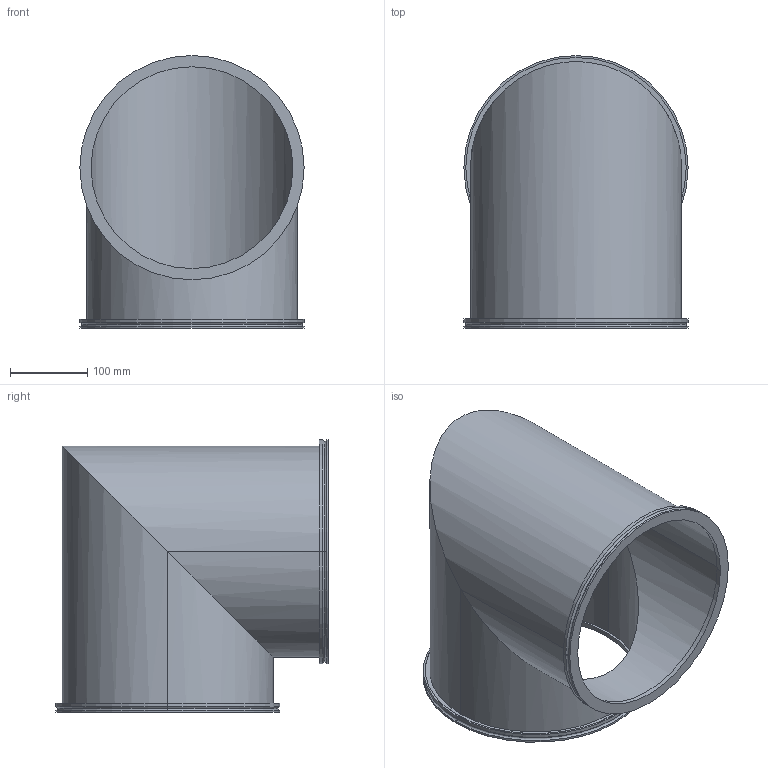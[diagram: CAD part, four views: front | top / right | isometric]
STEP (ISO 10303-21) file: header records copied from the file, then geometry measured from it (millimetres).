
FILE_DESCRIPTION (( 'STEP AP214' ), '1' );
FILE_NAME ('320RWS250-90.stp', '2017-06-02T08:14:52', ( '' ), ( '' ), 'SwSTEP 2.0', 'SolidWorks 2015', '' );
FILE_SCHEMA (( 'AUTOMOTIVE_DESIGN' ));
Length unit declared in the file: millimetre
Products named in the file (1): 320RWS250-90
Bounding box: 290 x 353 x 353 mm (x, y, z)
Volume: 1233778.3 mm3; surface area: 777644.4 mm2
Topology: 1 solids, 1 shells, 46 faces, 92 edges, 56 vertices
Faces by surface type: cylinder 28, plane 10, torus 8
Entity records: 1752 total; most frequent: DIRECTION 242, CARTESIAN_POINT 207, ORIENTED_EDGE 184, AXIS2_PLACEMENT_3D 107, EDGE_CURVE 92, CIRCLE 60, EDGE_LOOP 56, VERTEX_POINT 56
